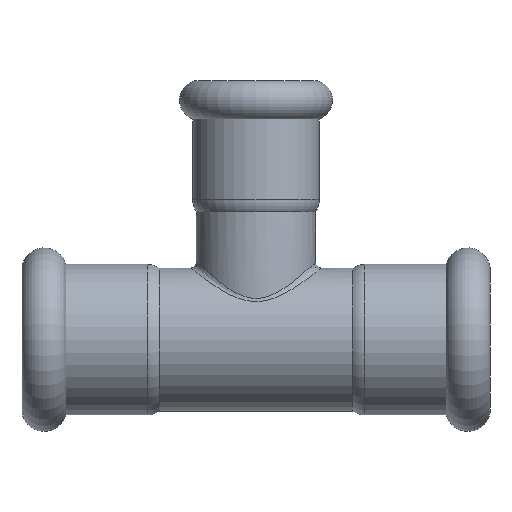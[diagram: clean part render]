
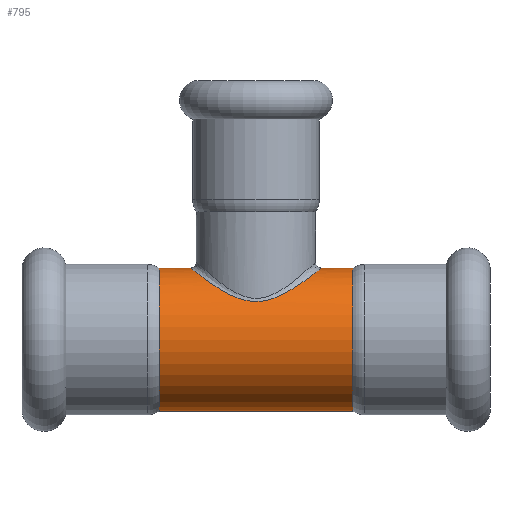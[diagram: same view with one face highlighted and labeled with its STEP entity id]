
A CAD part, front view. The second image highlights one B-rep face of the part: STEP entity #795.
In plain terms, the highlighted cylindrical face has radius 12 mm (diameter 24 mm), a full revolution.
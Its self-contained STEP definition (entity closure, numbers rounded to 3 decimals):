
#16=FACE_BOUND('',#147,.T.);
#22=B_SPLINE_CURVE_WITH_KNOTS('',3,(#1774,#1775,#1776,#1777,#1778,#1779,
#1780,#1781,#1782,#1783,#1784,#1785,#1786,#1787,#1788,#1789,#1790,#1791,
#1792,#1793,#1794,#1795,#1796,#1797),.UNSPECIFIED.,.T.,.F.,(4,1,1,1,1,1,
1,1,1,1,1,1,1,1,1,1,1,1,1,1,1,4),(-6.529,-6.296,-6.062,
-5.596,-5.285,-4.974,-4.663,
-4.352,-4.042,-3.731,-3.42,
-3.264,-3.109,-2.798,-2.176,
-1.865,-1.632,-1.399,-0.933,
-0.466,-0.233,0.),.UNSPECIFIED.);
#42=LINE('',#1809,#63);
#63=VECTOR('',#1181,12.);
#81=CYLINDRICAL_SURFACE('',#924,12.);
#109=FACE_OUTER_BOUND('',#146,.T.);
#146=EDGE_LOOP('',(#654,#655,#656,#657,#658,#659,#660,#661));
#147=EDGE_LOOP('',(#662));
#235=CIRCLE('',#925,12.);
#236=CIRCLE('',#926,12.);
#237=CIRCLE('',#927,12.);
#238=CIRCLE('',#928,12.);
#239=CIRCLE('',#929,12.);
#240=CIRCLE('',#930,12.);
#333=VERTEX_POINT('',#1742);
#337=VERTEX_POINT('',#1803);
#338=VERTEX_POINT('',#1804);
#339=VERTEX_POINT('',#1806);
#340=VERTEX_POINT('',#1808);
#341=VERTEX_POINT('',#1810);
#342=VERTEX_POINT('',#1812);
#453=EDGE_CURVE('',#333,#333,#22,.T.);
#456=EDGE_CURVE('',#337,#338,#235,.T.);
#457=EDGE_CURVE('',#339,#337,#236,.T.);
#458=EDGE_CURVE('',#339,#340,#42,.T.);
#459=EDGE_CURVE('',#340,#341,#237,.T.);
#460=EDGE_CURVE('',#341,#342,#238,.T.);
#461=EDGE_CURVE('',#342,#340,#239,.T.);
#462=EDGE_CURVE('',#338,#339,#240,.T.);
#654=ORIENTED_EDGE('',*,*,#456,.F.);
#655=ORIENTED_EDGE('',*,*,#457,.F.);
#656=ORIENTED_EDGE('',*,*,#458,.T.);
#657=ORIENTED_EDGE('',*,*,#459,.T.);
#658=ORIENTED_EDGE('',*,*,#460,.T.);
#659=ORIENTED_EDGE('',*,*,#461,.T.);
#660=ORIENTED_EDGE('',*,*,#458,.F.);
#661=ORIENTED_EDGE('',*,*,#462,.F.);
#662=ORIENTED_EDGE('',*,*,#453,.F.);
#795=ADVANCED_FACE('',(#109,#16),#81,.T.);
#924=AXIS2_PLACEMENT_3D('',#1802,#1175,#1176);
#925=AXIS2_PLACEMENT_3D('',#1805,#1177,#1178);
#926=AXIS2_PLACEMENT_3D('',#1807,#1179,#1180);
#927=AXIS2_PLACEMENT_3D('',#1811,#1182,#1183);
#928=AXIS2_PLACEMENT_3D('',#1813,#1184,#1185);
#929=AXIS2_PLACEMENT_3D('',#1814,#1186,#1187);
#930=AXIS2_PLACEMENT_3D('',#1815,#1188,#1189);
#1175=DIRECTION('center_axis',(1.,0.,0.));
#1176=DIRECTION('ref_axis',(0.,1.,0.));
#1177=DIRECTION('center_axis',(1.,0.,0.));
#1178=DIRECTION('ref_axis',(0.,1.,0.));
#1179=DIRECTION('center_axis',(1.,0.,0.));
#1180=DIRECTION('ref_axis',(0.,1.,0.));
#1181=DIRECTION('',(-1.,0.,0.));
#1182=DIRECTION('center_axis',(1.,0.,0.));
#1183=DIRECTION('ref_axis',(0.,1.,0.));
#1184=DIRECTION('center_axis',(1.,0.,0.));
#1185=DIRECTION('ref_axis',(0.,1.,0.));
#1186=DIRECTION('center_axis',(1.,0.,0.));
#1187=DIRECTION('ref_axis',(0.,1.,0.));
#1188=DIRECTION('center_axis',(1.,0.,0.));
#1189=DIRECTION('ref_axis',(0.,1.,0.));
#1742=CARTESIAN_POINT('',(0.,10.154,6.395));
#1774=CARTESIAN_POINT('Ctrl Pts',(0.,10.154,
6.395));
#1775=CARTESIAN_POINT('Ctrl Pts',(-0.882,10.154,6.395));
#1776=CARTESIAN_POINT('Ctrl Pts',(-2.633,9.951,6.73));
#1777=CARTESIAN_POINT('Ctrl Pts',(-5.64,8.92,8.133));
#1778=CARTESIAN_POINT('Ctrl Pts',(-8.285,7.006,9.943));
#1779=CARTESIAN_POINT('Ctrl Pts',(-10.302,3.999,11.451));
#1780=CARTESIAN_POINT('Ctrl Pts',(-11.157,0.839,12.125));
#1781=CARTESIAN_POINT('Ctrl Pts',(-10.861,-2.475,11.889));
#1782=CARTESIAN_POINT('Ctrl Pts',(-9.526,-5.368,10.86));
#1783=CARTESIAN_POINT('Ctrl Pts',(-7.483,-7.621,9.379));
#1784=CARTESIAN_POINT('Ctrl Pts',(-4.936,-9.225,7.765));
#1785=CARTESIAN_POINT('Ctrl Pts',(-2.353,-10.018,6.618));
#1786=CARTESIAN_POINT('Ctrl Pts',(-0.002,-10.2,
6.32));
#1787=CARTESIAN_POINT('Ctrl Pts',(2.361,-10.017,6.618));
#1788=CARTESIAN_POINT('Ctrl Pts',(5.941,-8.908,8.227));
#1789=CARTESIAN_POINT('Ctrl Pts',(9.064,-6.335,10.522));
#1790=CARTESIAN_POINT('Ctrl Pts',(10.754,-2.715,11.8));
#1791=CARTESIAN_POINT('Ctrl Pts',(11.106,-0.002,
12.086));
#1792=CARTESIAN_POINT('Ctrl Pts',(10.677,3.264,11.744));
#1793=CARTESIAN_POINT('Ctrl Pts',(8.69,6.722,10.222));
#1794=CARTESIAN_POINT('Ctrl Pts',(5.642,8.916,8.133));
#1795=CARTESIAN_POINT('Ctrl Pts',(2.632,9.952,6.73));
#1796=CARTESIAN_POINT('Ctrl Pts',(0.882,10.154,6.395));
#1797=CARTESIAN_POINT('Ctrl Pts',(0.,10.154,
6.395));
#1802=CARTESIAN_POINT('Origin',(12.534,0.,0.));
#1803=CARTESIAN_POINT('',(16.268,12.,0.));
#1804=CARTESIAN_POINT('',(16.268,0.,12.));
#1805=CARTESIAN_POINT('Origin',(16.268,0.,0.));
#1806=CARTESIAN_POINT('',(16.268,-12.,0.));
#1807=CARTESIAN_POINT('Origin',(16.268,0.,0.));
#1808=CARTESIAN_POINT('',(-16.268,-12.,0.));
#1809=CARTESIAN_POINT('',(12.534,-12.,0.));
#1810=CARTESIAN_POINT('',(-16.268,12.,0.));
#1811=CARTESIAN_POINT('Origin',(-16.268,0.,0.));
#1812=CARTESIAN_POINT('',(-16.268,0.,12.));
#1813=CARTESIAN_POINT('Origin',(-16.268,0.,0.));
#1814=CARTESIAN_POINT('Origin',(-16.268,0.,0.));
#1815=CARTESIAN_POINT('Origin',(16.268,0.,0.));
